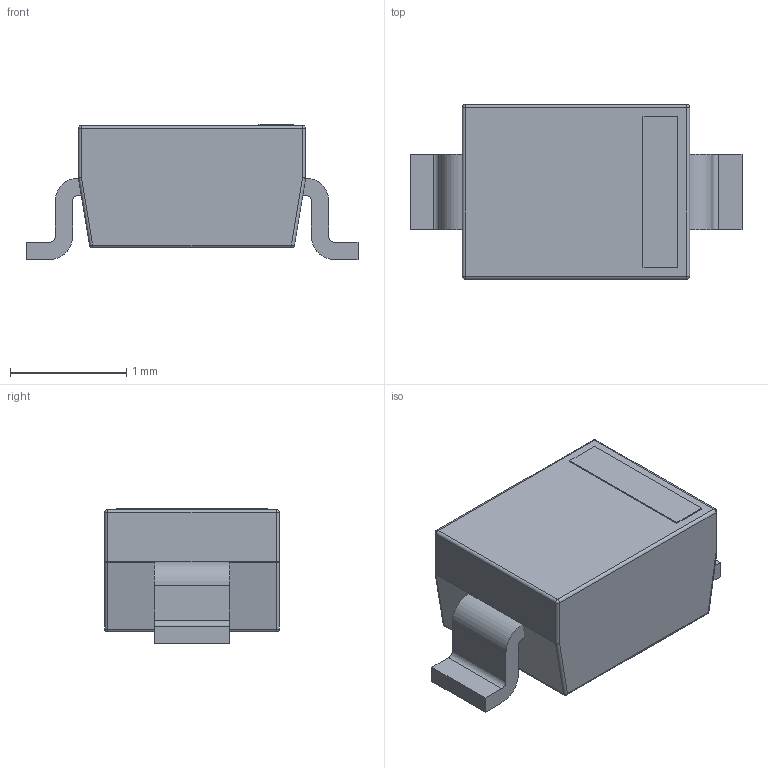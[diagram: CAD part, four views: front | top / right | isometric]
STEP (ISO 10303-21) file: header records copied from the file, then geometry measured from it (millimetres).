
FILE_DESCRIPTION(/* description */ ('STEP AP242','CAx-IF Rec.Pracs.---Representation and Presentation of Product Manufacturing Information (PMI)---4.0---2014-10-13','CAx-IF Rec.Pracs.---3D Tessellated Geometry---0.4---2014-09-14','2;1'),/* implementation_level */ '2;1');
FILE_NAME(/* name */ '61815b8d34f86d4c07be9702',/* time_stamp */ '2021-11-02T15:38:53+00:00',/* author */ (''),/* organization */ (''),/* preprocessor_version */ 'ST-DEVELOPER v18.1',/* originating_system */ ' ',/* authorisation */ ' ');
FILE_SCHEMA (('AP242_MANAGED_MODEL_BASED_3D_ENGINEERING_MIM_LF { 1 0 10303 442 1 1 4 }'));
Length unit declared in the file: metre
Products named in the file (4): Cathode; Anode; Cathode Bar; Body
Bounding box: 2.85 x 1.5 x 1.16 mm (x, y, z)
Volume: 3.3 mm3; surface area: 19.6 mm2
Topology: 4 solids, 4 shells, 72 faces, 168 edges, 92 vertices
Faces by surface type: plane 34, cylinder 26, sphere 12
Entity records: 2023 total; most frequent: DIRECTION 360, CARTESIAN_POINT 324, ORIENTED_EDGE 312, EDGE_CURVE 156, AXIS2_PLACEMENT_3D 128, LINE 104, VECTOR 104, VERTEX_POINT 92
